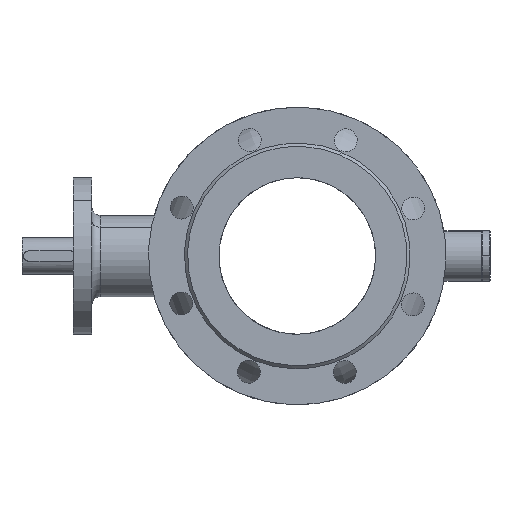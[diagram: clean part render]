
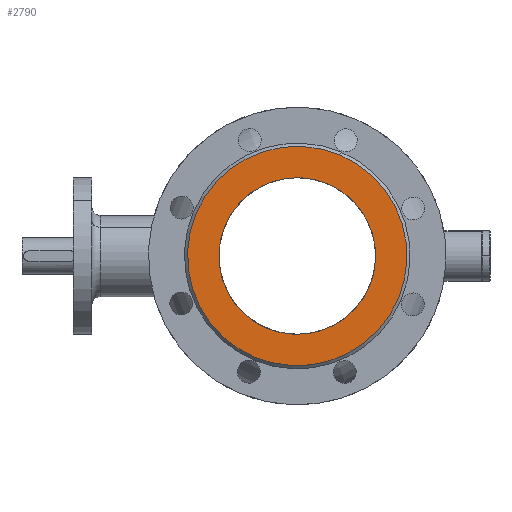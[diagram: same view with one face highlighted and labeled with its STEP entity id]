
A CAD part, left-side view. The second image highlights one B-rep face of the part: STEP entity #2790.
In plain terms, the highlighted face is planar.
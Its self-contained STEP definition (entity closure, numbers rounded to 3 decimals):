
#13 = CIRCLE ( 'NONE', #5726, 75. ) ;
#330 = PLANE ( 'NONE',  #3208 ) ;
#390 = DIRECTION ( 'NONE',  ( 1., 0., 0. ) ) ;
#495 = CARTESIAN_POINT ( 'NONE',  ( 0., 0., 24. ) ) ;
#500 = CIRCLE ( 'NONE', #4269, 105. ) ;
#537 = VERTEX_POINT ( 'NONE', #3502 ) ;
#550 = EDGE_CURVE ( 'NONE', #2169, #1388, #6392, .T. ) ;
#664 = ORIENTED_EDGE ( 'NONE', *, *, #1431, .T. ) ;
#677 = AXIS2_PLACEMENT_3D ( 'NONE', #931, #5052, #6623 ) ;
#931 = CARTESIAN_POINT ( 'NONE',  ( 0., 0., 24. ) ) ;
#1025 = DIRECTION ( 'NONE',  ( 0., 0., 1. ) ) ;
#1037 = EDGE_LOOP ( 'NONE', ( #5413, #4207 ) ) ;
#1104 = EDGE_LOOP ( 'NONE', ( #664, #2667 ) ) ;
#1334 = FACE_BOUND ( 'NONE', #1037, .T. ) ;
#1388 = VERTEX_POINT ( 'NONE', #3830 ) ;
#1431 = EDGE_CURVE ( 'NONE', #1388, #2169, #500, .T. ) ;
#2169 = VERTEX_POINT ( 'NONE', #6067 ) ;
#2537 = DIRECTION ( 'NONE',  ( 1., 0., 0. ) ) ;
#2667 = ORIENTED_EDGE ( 'NONE', *, *, #550, .T. ) ;
#2790 = ADVANCED_FACE ( 'NONE', ( #6100, #1334 ), #330, .T. ) ;
#3110 = AXIS2_PLACEMENT_3D ( 'NONE', #495, #1025, #2537 ) ;
#3208 = AXIS2_PLACEMENT_3D ( 'NONE', #3399, #6001, #390 ) ;
#3399 = CARTESIAN_POINT ( 'NONE',  ( 0., 0., 24. ) ) ;
#3425 = DIRECTION ( 'NONE',  ( 1., 0., 0. ) ) ;
#3502 = CARTESIAN_POINT ( 'NONE',  ( -75., 0., 24. ) ) ;
#3761 = EDGE_CURVE ( 'NONE', #537, #6319, #4064, .T. ) ;
#3830 = CARTESIAN_POINT ( 'NONE',  ( -105., 0., 24. ) ) ;
#4064 = CIRCLE ( 'NONE', #3110, 75. ) ;
#4207 = ORIENTED_EDGE ( 'NONE', *, *, #3761, .F. ) ;
#4269 = AXIS2_PLACEMENT_3D ( 'NONE', #6657, #6139, #5602 ) ;
#4570 = EDGE_CURVE ( 'NONE', #6319, #537, #13, .T. ) ;
#4869 = CARTESIAN_POINT ( 'NONE',  ( 0., 0., 24. ) ) ;
#4892 = CARTESIAN_POINT ( 'NONE',  ( 75., 0., 24. ) ) ;
#5052 = DIRECTION ( 'NONE',  ( 0., 0., 1. ) ) ;
#5413 = ORIENTED_EDGE ( 'NONE', *, *, #4570, .F. ) ;
#5422 = DIRECTION ( 'NONE',  ( 0., 0., 1. ) ) ;
#5602 = DIRECTION ( 'NONE',  ( 1., 0., 0. ) ) ;
#5726 = AXIS2_PLACEMENT_3D ( 'NONE', #4869, #5422, #3425 ) ;
#6001 = DIRECTION ( 'NONE',  ( 0., 0., 1. ) ) ;
#6067 = CARTESIAN_POINT ( 'NONE',  ( 105., 0., 24. ) ) ;
#6100 = FACE_OUTER_BOUND ( 'NONE', #1104, .T. ) ;
#6139 = DIRECTION ( 'NONE',  ( 0., 0., 1. ) ) ;
#6319 = VERTEX_POINT ( 'NONE', #4892 ) ;
#6392 = CIRCLE ( 'NONE', #677, 105. ) ;
#6623 = DIRECTION ( 'NONE',  ( 1., 0., 0. ) ) ;
#6657 = CARTESIAN_POINT ( 'NONE',  ( 0., 0., 24. ) ) ;
